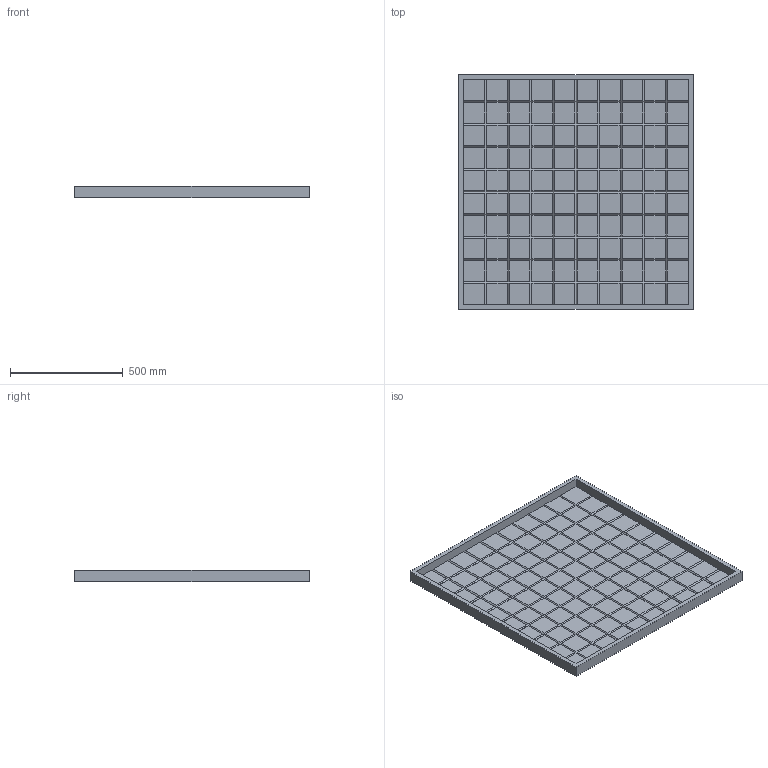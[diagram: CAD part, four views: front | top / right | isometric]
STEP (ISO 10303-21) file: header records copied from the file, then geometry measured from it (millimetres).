
FILE_DESCRIPTION(('FreeCAD Model'),'2;1');
FILE_NAME('sol-v2.step', '2020-10-22T23:59:34',('Author'),(''), 'Open CASCADE STEP processor 7.4','FreeCAD','Unknown');
FILE_SCHEMA(('AUTOMOTIVE_DESIGN { 1 0 10303 214 1 1 1 1 }'));
Length unit declared in the file: millimetre
Products named in the file (1): Pad001
Bounding box: 1040 x 1040 x 50 mm (x, y, z)
Volume: 13643500 mm3; surface area: 2603303.3 mm2
Topology: 1 solids, 1 shells, 471 faces, 1000 edges, 533 vertices
Faces by surface type: plane 471
Entity records: 24184 total; most frequent: CARTESIAN_POINT 4689, DIRECTION 3260, LINE 2316, VECTOR 2316, ORIENTED_EDGE 2000, PCURVE 2000, DEFINITIONAL_REPRESENTATION 2000, EDGE_CURVE 1000
